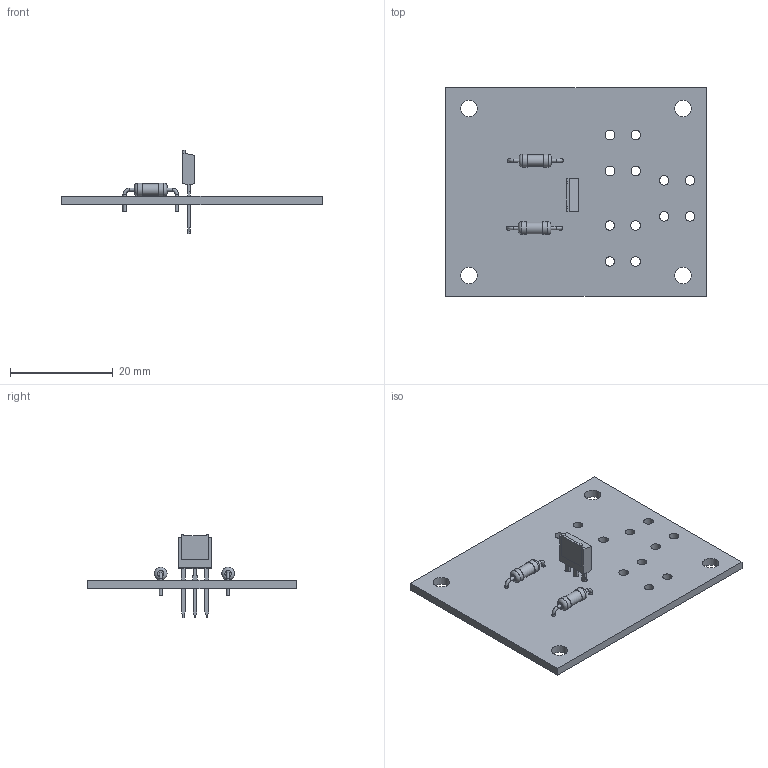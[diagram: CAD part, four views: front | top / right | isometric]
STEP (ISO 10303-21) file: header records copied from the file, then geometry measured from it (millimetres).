
FILE_DESCRIPTION(('KiCad electronic assembly'),'2;1');
FILE_NAME('BurnWire_Circuit.step','2020-04-10T17:17:32',('An Author'),( 'A Company'),'Open CASCADE STEP processor 6.9', 'KiCad to STEP converter','Unknown');
FILE_SCHEMA(('AUTOMOTIVE_DESIGN { 1 0 10303 214 1 1 1 1 }'));
Length unit declared in the file: millimetre
Products named in the file (6): Open CASCADE STEP translator 6.9 1; R_Axial_DIN0207_L6.3mm_D2.5mm_P10.16mm_Horizontal; SOLID; TO-251-3_Vertical; COMPOUND
Assembly tree (6 placements, depth 3):
  Open CASCADE STEP translator 6.9 1
    R_Axial_DIN0207_L6.3mm_D2.5mm_P10.16mm_Horizontal  x2
      SOLID
    TO-251-3_Vertical
      SOLID
    COMPOUND
Bounding box: 50.79 x 40.64 x 16.26 mm (x, y, z)
Volume: 3351.3 mm3; surface area: 4850.1 mm2
Topology: 4 solids, 4 shells, 132 faces, 336 edges, 220 vertices
Faces by surface type: plane 87, cylinder 37, torus 8
Full cylindrical faces by diameter (mm): 0.6 x8, 0.8 x4, 1.1 x3, 1.85 x12, 2.25 x2, 2.5 x4, 3.2 x4
Entity records: 8670 total; most frequent: CARTESIAN_POINT 1673, DIRECTION 1179, LINE 801, VECTOR 801, ORIENTED_EDGE 618, PCURVE 618, DEFINITIONAL_REPRESENTATION 618, EDGE_CURVE 309
